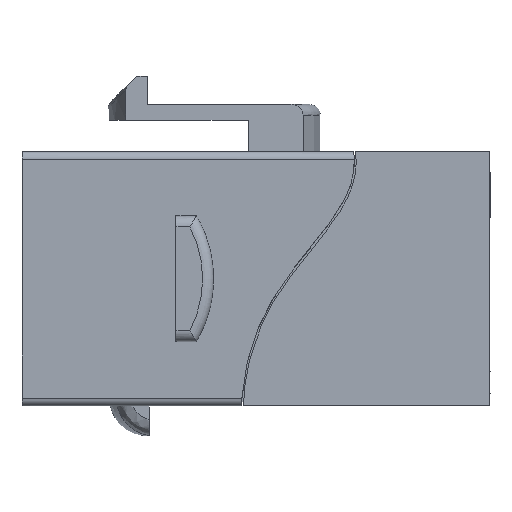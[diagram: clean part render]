
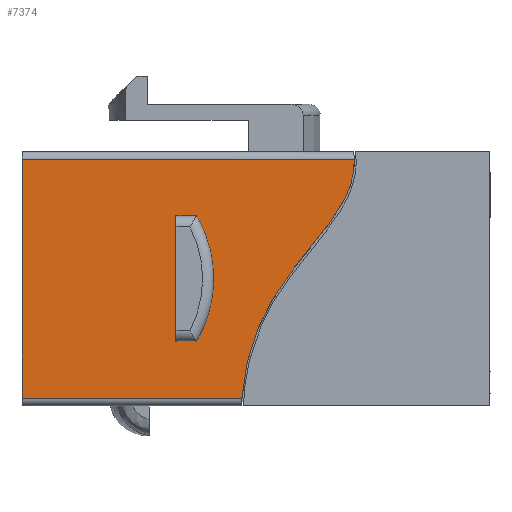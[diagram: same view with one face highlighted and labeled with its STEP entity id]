
A CAD part, left-side view. The second image highlights one B-rep face of the part: STEP entity #7374.
In plain terms, the highlighted planar face has unit normal (-1, 0, 0).
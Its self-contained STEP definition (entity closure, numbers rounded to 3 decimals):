
#39 = CARTESIAN_POINT ( 'NONE',  ( -7.3, 14.9, 7.6 ) ) ;
#207 = LINE ( 'NONE', #3716, #4531 ) ;
#530 = LINE ( 'NONE', #2372, #7464 ) ;
#717 = EDGE_CURVE ( 'NONE', #4743, #9218, #7289, .T. ) ;
#728 = VERTEX_POINT ( 'NONE', #6405 ) ;
#955 = VERTEX_POINT ( 'NONE', #7559 ) ;
#980 = DIRECTION ( 'NONE',  ( 0., 1., 0. ) ) ;
#1591 = CARTESIAN_POINT ( 'NONE',  ( -7.3, -3.663, 2.315 ) ) ;
#1816 = ORIENTED_EDGE ( 'NONE', *, *, #717, .T. ) ;
#1875 = PLANE ( 'NONE',  #6513 ) ;
#1993 = DIRECTION ( 'NONE',  ( 0., -1., 0. ) ) ;
#2296 = VECTOR ( 'NONE', #980, 1000. ) ;
#2372 = CARTESIAN_POINT ( 'NONE',  ( -7.3, 14.9, -8.1 ) ) ;
#2891 = EDGE_CURVE ( 'NONE', #9218, #3625, #8853, .T. ) ;
#3280 = EDGE_LOOP ( 'NONE', ( #6434, #8216, #6824, #5220 ) ) ;
#3326 = CARTESIAN_POINT ( 'NONE',  ( -7.3, 0.788, -5.677 ) ) ;
#3514 = EDGE_CURVE ( 'NONE', #955, #5982, #4946, .T. ) ;
#3604 = CARTESIAN_POINT ( 'NONE',  ( -7.3, 5.1, -4. ) ) ;
#3616 = CARTESIAN_POINT ( 'NONE',  ( -7.3, 0.909, -7.6 ) ) ;
#3625 = VERTEX_POINT ( 'NONE', #39 ) ;
#3716 = CARTESIAN_POINT ( 'NONE',  ( -7.3, 5.1, 4. ) ) ;
#3817 = CARTESIAN_POINT ( 'NONE',  ( -7.3, 10.523, 0. ) ) ;
#3839 = DIRECTION ( 'NONE',  ( 0., 0., -1. ) ) ;
#3848 = DIRECTION ( 'NONE',  ( 0., -1., 0. ) ) ;
#4213 = CARTESIAN_POINT ( 'NONE',  ( -7.3, -6.256, 7.6 ) ) ;
#4531 = VECTOR ( 'NONE', #1993, 1000. ) ;
#4743 = VERTEX_POINT ( 'NONE', #3616 ) ;
#4946 = LINE ( 'NONE', #6868, #7804 ) ;
#5104 = CARTESIAN_POINT ( 'NONE',  ( -7.3, -6.324, 5.413 ) ) ;
#5220 = ORIENTED_EDGE ( 'NONE', *, *, #3514, .T. ) ;
#5232 = AXIS2_PLACEMENT_3D ( 'NONE', #3817, #8064, #5472 ) ;
#5472 = DIRECTION ( 'NONE',  ( 0., 0., -1. ) ) ;
#5783 = CIRCLE ( 'NONE', #5232, 7.823 ) ;
#5812 = VECTOR ( 'NONE', #3848, 1000. ) ;
#5874 = DIRECTION ( 'NONE',  ( 0., 0., 1. ) ) ;
#5952 = CARTESIAN_POINT ( 'NONE',  ( -7.3, 0.909, -7.6 ) ) ;
#5982 = VERTEX_POINT ( 'NONE', #3604 ) ;
#6041 = EDGE_CURVE ( 'NONE', #728, #10087, #207, .T. ) ;
#6307 = DIRECTION ( 'NONE',  ( 0., 0., 1. ) ) ;
#6351 = FACE_OUTER_BOUND ( 'NONE', #10591, .T. ) ;
#6405 = CARTESIAN_POINT ( 'NONE',  ( -7.3, 5.1, 4. ) ) ;
#6434 = ORIENTED_EDGE ( 'NONE', *, *, #9409, .T. ) ;
#6513 = AXIS2_PLACEMENT_3D ( 'NONE', #8140, #9924, #3839 ) ;
#6701 = CARTESIAN_POINT ( 'NONE',  ( -7.3, 14.9, -7.6 ) ) ;
#6782 = VERTEX_POINT ( 'NONE', #7488 ) ;
#6824 = ORIENTED_EDGE ( 'NONE', *, *, #8144, .T. ) ;
#6833 = ORIENTED_EDGE ( 'NONE', *, *, #11029, .F. ) ;
#6868 = CARTESIAN_POINT ( 'NONE',  ( -7.3, 5.1, -4. ) ) ;
#7289 = B_SPLINE_CURVE_WITH_KNOTS ( 'NONE', 3,
 ( #5952, #3326, #9457, #1591, #5104, #8702 ),
 .UNSPECIFIED., .F., .F.,
 ( 4, 1, 1, 4 ),
 ( 0.029, 0.348, 0.615, 0.972 ),
 .UNSPECIFIED. ) ;
#7374 = ADVANCED_FACE ( 'NONE', ( #9051, #6351 ), #1875, .F. ) ;
#7464 = VECTOR ( 'NONE', #5874, 1000. ) ;
#7488 = CARTESIAN_POINT ( 'NONE',  ( -7.3, 14.9, -7.6 ) ) ;
#7519 = DIRECTION ( 'NONE',  ( 0., 1., 0. ) ) ;
#7559 = CARTESIAN_POINT ( 'NONE',  ( -7.3, 3.8, -4. ) ) ;
#7626 = VECTOR ( 'NONE', #6307, 1000. ) ;
#7804 = VECTOR ( 'NONE', #7519, 1000. ) ;
#8064 = DIRECTION ( 'NONE',  ( 1., 0., 0. ) ) ;
#8105 = LINE ( 'NONE', #9715, #7626 ) ;
#8140 = CARTESIAN_POINT ( 'NONE',  ( -7.3, 14.9, -8.1 ) ) ;
#8144 = EDGE_CURVE ( 'NONE', #10087, #955, #5783, .T. ) ;
#8216 = ORIENTED_EDGE ( 'NONE', *, *, #6041, .T. ) ;
#8702 = CARTESIAN_POINT ( 'NONE',  ( -7.3, -6.256, 7.6 ) ) ;
#8853 = LINE ( 'NONE', #10515, #2296 ) ;
#9051 = FACE_BOUND ( 'NONE', #3280, .T. ) ;
#9218 = VERTEX_POINT ( 'NONE', #4213 ) ;
#9409 = EDGE_CURVE ( 'NONE', #5982, #728, #8105, .T. ) ;
#9457 = CARTESIAN_POINT ( 'NONE',  ( -7.3, -0.216, -2.135 ) ) ;
#9715 = CARTESIAN_POINT ( 'NONE',  ( -7.3, 5.1, 4. ) ) ;
#9891 = CARTESIAN_POINT ( 'NONE',  ( -7.3, 3.8, 4. ) ) ;
#9924 = DIRECTION ( 'NONE',  ( 1., 0., 0. ) ) ;
#10087 = VERTEX_POINT ( 'NONE', #9891 ) ;
#10397 = EDGE_CURVE ( 'NONE', #6782, #4743, #10895, .T. ) ;
#10515 = CARTESIAN_POINT ( 'NONE',  ( -7.3, 14.9, 7.6 ) ) ;
#10591 = EDGE_LOOP ( 'NONE', ( #6833, #11200, #1816, #10912 ) ) ;
#10895 = LINE ( 'NONE', #6701, #5812 ) ;
#10912 = ORIENTED_EDGE ( 'NONE', *, *, #2891, .T. ) ;
#11029 = EDGE_CURVE ( 'NONE', #6782, #3625, #530, .T. ) ;
#11200 = ORIENTED_EDGE ( 'NONE', *, *, #10397, .T. ) ;
